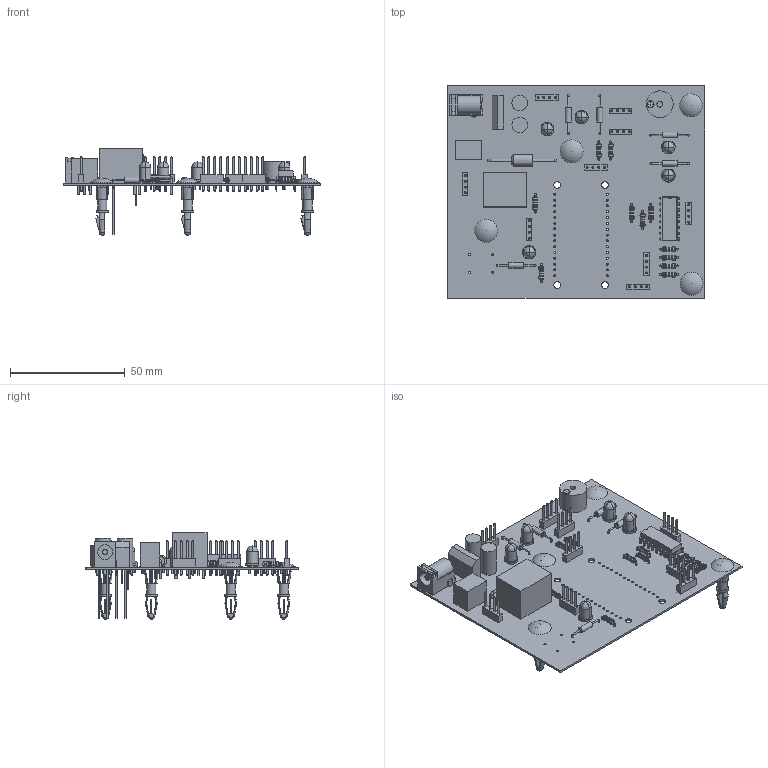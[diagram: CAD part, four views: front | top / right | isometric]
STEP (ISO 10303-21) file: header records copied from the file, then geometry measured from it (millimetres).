
FILE_DESCRIPTION(('Open CASCADE Model'),'2;1');
FILE_NAME('Open CASCADE Shape Model','2019-12-08T02:57:19',('Author'),( 'Open CASCADE'),'Open CASCADE STEP processor 6.8','Open CASCADE 6.8' ,'Unknown');
FILE_SCHEMA(('AUTOMOTIVE_DESIGN { 1 0 10303 214 1 1 1 1 }'));
Length unit declared in the file: millimetre
Products named in the file (103): PCB; Board; *4; Soporte_de_placa_10mm_PCBS_10; *3; *2; *1; R7; 6,2_Ohm_R_Axial_DIN0207_L6.3mm_D2.5mm_P7.62mm_Horizontal; R4; IC1; 6358739136; Body; Leads; D4; 6835702848; Sweep1; Sweep2; BR1; 6437475264; PinsArray; UART1; 6434140032; SimpleBody; LeadsArray; R13; R12; R9; R10; R16; 7212605760; R15; R6; R8; R14; R5; R11; R3; 7028516480; R2 ...
Assembly tree (131 placements, depth 4):
  PCB
    Board
    *4
      Soporte_de_placa_10mm_PCBS_10
    *3
      Soporte_de_placa_10mm_PCBS_10
    *2
      Soporte_de_placa_10mm_PCBS_10
    *1
      Soporte_de_placa_10mm_PCBS_10
    R7
      6,2_Ohm_R_Axial_DIN0207_L6.3mm_D2.5mm_P7.62mm_Horizontal
    R4
      6,2_Ohm_R_Axial_DIN0207_L6.3mm_D2.5mm_P7.62mm_Horizontal
    IC1
      6358739136
        Body
        Leads  x3
    D4
      6835702848
        Body
        Sweep1
        Sweep2
    BR1
      6437475264
        Body
        PinsArray
    UART1
      6434140032
        SimpleBody
        LeadsArray
    R13
      6,2_Ohm_R_Axial_DIN0207_L6.3mm_D2.5mm_P7.62mm_Horizontal
    R12
      6,2_Ohm_R_Axial_DIN0207_L6.3mm_D2.5mm_P7.62mm_Horizontal
    R9
      6,2_Ohm_R_Axial_DIN0207_L6.3mm_D2.5mm_P7.62mm_Horizontal
    R10
      6,2_Ohm_R_Axial_DIN0207_L6.3mm_D2.5mm_P7.62mm_Horizontal
    R16
      7212605760
        SimpleBody
        Sweep1
        Sweep2
    R15
      7212605760
        SimpleBody
        Sweep1
        Sweep2
    R6
      6,2_Ohm_R_Axial_DIN0207_L6.3mm_D2.5mm_P7.62mm_Horizontal
    R8
      6,2_Ohm_R_Axial_DIN0207_L6.3mm_D2.5mm_P7.62mm_Horizontal
    R14
      6,2_Ohm_R_Axial_DIN0207_L6.3mm_D2.5mm_P7.62mm_Horizontal
    R5
      6,2_Ohm_R_Axial_DIN0207_L6.3mm_D2.5mm_P7.62mm_Horizontal
    R11
      6,2_Ohm_R_Axial_DIN0207_L6.3mm_D2.5mm_P7.62mm_Horizontal
    R3
Bounding box: 112.14 x 92.84 x 37.83 mm (x, y, z)
Volume: 21585.8 mm3; surface area: 35658.6 mm2
Topology: 146 solids, 165 shells, 1714 faces, 3964 edges, 2598 vertices
Faces by surface type: plane 898, cylinder 421, bspline 198, cone 125, torus 50, sphere 16, revolution 6
Full cylindrical faces by diameter (mm): 0.5 x4, 0.55 x44, 0.6 x20, 0.7 x13, 0.76 x16, 0.8 x10, 0.85 x22, 0.87 x36, 0.889 x30, 0.9 x7, 0.911 x2, 1 x3, 1.05 x36, 1.06 x4, 1.1 x25, 1.25 x2, 1.27 x10, 1.3 x5, 1.4 x2, 1.42 x4, 1.858 x22, 1.86 x33, 2 x4, 2.5 x6, 2.921 x4, 3 x1, 4 x4, 5.2 x4, 5.21 x1, 5.4 x1
Entity records: 28792 total; most frequent: CARTESIAN_POINT 5060, DIRECTION 4457, ORIENTED_EDGE 3952, EDGE_CURVE 1987, AXIS2_PLACEMENT_3D 1610, VERTEX_POINT 1302, LINE 1232, VECTOR 1232
